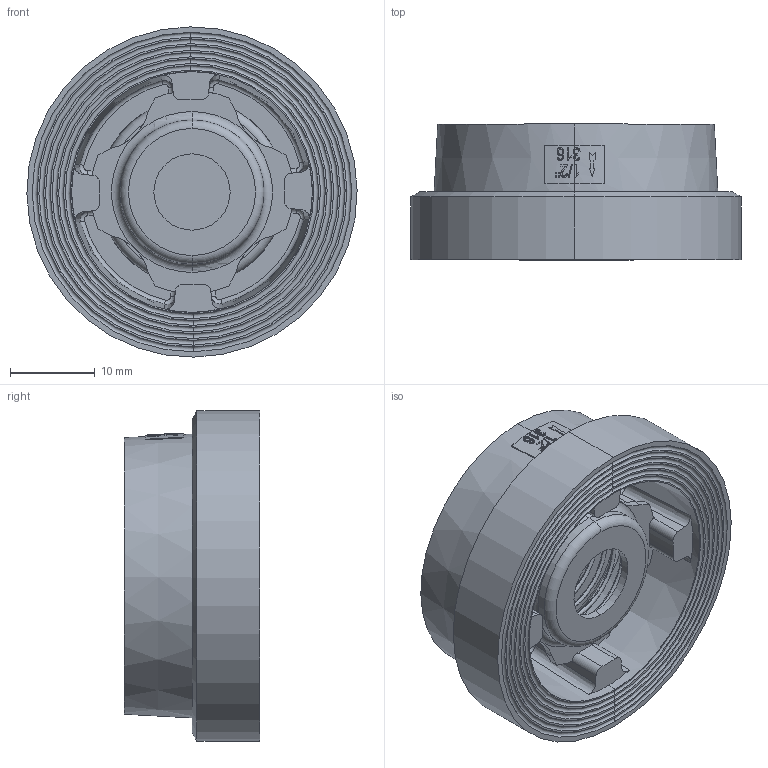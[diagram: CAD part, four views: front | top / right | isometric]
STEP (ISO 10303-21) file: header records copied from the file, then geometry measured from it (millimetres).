
FILE_DESCRIPTION (( 'STEP AP203' ), '1' );
FILE_NAME ('MV-53 DN15-000.STEP', '2021-10-09T02:17:24', ( '' ), ( '' ), 'SwSTEP 2.0', 'SolidWorks 2012', '' );
FILE_SCHEMA (( 'CONFIG_CONTROL_DESIGN' ));
Length unit declared in the file: millimetre
Products named in the file (5): MV-53  DN15-000; DN15  BODY; DN15  SPRING; DN15  DISC; DN15   SPRING COVER
Assembly tree (4 placements, depth 2):
  MV-53  DN15-000
    DN15  SPRING
    DN15  DISC
    DN15  BODY
    DN15   SPRING COVER
Bounding box: 39 x 16 x 39 mm (x, y, z)
Volume: 10222.4 mm3; surface area: 7518.5 mm2
Topology: 4 solids, 4 shells, 321 faces, 800 edges, 518 vertices
Faces by surface type: plane 118, cylinder 61, torus 60, bspline 57, cone 25
Entity records: 14563 total; most frequent: CARTESIAN_POINT 6692, ORIENTED_EDGE 1600, DIRECTION 1480, EDGE_CURVE 800, AXIS2_PLACEMENT_3D 620, VERTEX_POINT 518, EDGE_LOOP 356, CIRCLE 349
